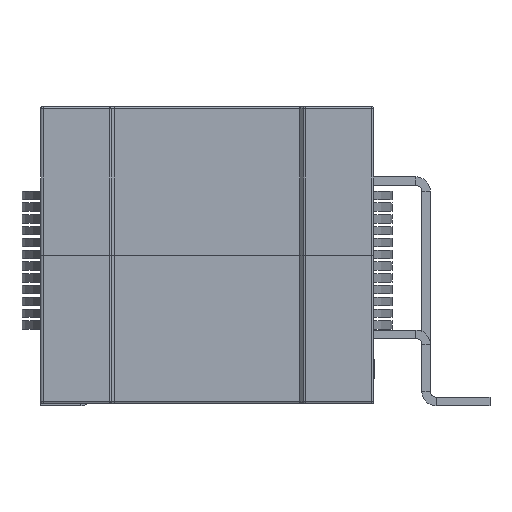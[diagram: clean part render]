
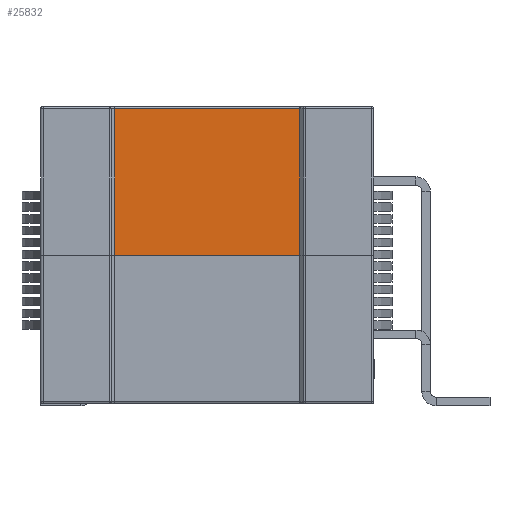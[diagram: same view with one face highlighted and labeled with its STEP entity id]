
A CAD part, left-side view. The second image highlights one B-rep face of the part: STEP entity #25832.
In plain terms, the highlighted planar face has unit normal (-1, 0, 0).
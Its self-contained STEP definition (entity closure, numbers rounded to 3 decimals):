
#1083 = EDGE_LOOP ( 'NONE', ( #8992, #11632, #11583, #8271 ) ) ;
#1314 = CARTESIAN_POINT ( 'NONE',  ( -13.7, 5.5, 17.63 ) ) ;
#1824 = EDGE_CURVE ( 'NONE', #13719, #19742, #13826, .T. ) ;
#2142 = LINE ( 'NONE', #7475, #18012 ) ;
#2348 = LINE ( 'NONE', #13335, #16627 ) ;
#3062 = VECTOR ( 'NONE', #4172, 1000. ) ;
#3353 = DIRECTION ( 'NONE',  ( 0., -1., 0. ) ) ;
#4172 = DIRECTION ( 'NONE',  ( 0., 0., 1. ) ) ;
#4812 = CARTESIAN_POINT ( 'NONE',  ( -13.7, -5.5, 17.63 ) ) ;
#6757 = EDGE_CURVE ( 'NONE', #21545, #13719, #2348, .T. ) ;
#7475 = CARTESIAN_POINT ( 'NONE',  ( -13.7, 5.5, 17.63 ) ) ;
#7611 = CARTESIAN_POINT ( 'NONE',  ( -13.7, 5.5, 8.941 ) ) ;
#7807 = DIRECTION ( 'NONE',  ( 0., 0., 1. ) ) ;
#8271 = ORIENTED_EDGE ( 'NONE', *, *, #23494, .T. ) ;
#8992 = ORIENTED_EDGE ( 'NONE', *, *, #17808, .F. ) ;
#9187 = CARTESIAN_POINT ( 'NONE',  ( -13.7, 5.5, 0.1 ) ) ;
#9363 = DIRECTION ( 'NONE',  ( 1., 0., 0. ) ) ;
#9639 = FACE_OUTER_BOUND ( 'NONE', #1083, .T. ) ;
#11583 = ORIENTED_EDGE ( 'NONE', *, *, #1824, .T. ) ;
#11632 = ORIENTED_EDGE ( 'NONE', *, *, #6757, .T. ) ;
#13335 = CARTESIAN_POINT ( 'NONE',  ( -13.7, 5.5, 8.941 ) ) ;
#13719 = VERTEX_POINT ( 'NONE', #18539 ) ;
#13826 = LINE ( 'NONE', #14427, #3062 ) ;
#14427 = CARTESIAN_POINT ( 'NONE',  ( -13.7, -5.5, 0.1 ) ) ;
#14538 = LINE ( 'NONE', #17996, #23424 ) ;
#16063 = VERTEX_POINT ( 'NONE', #1314 ) ;
#16627 = VECTOR ( 'NONE', #3353, 1000. ) ;
#17586 = DIRECTION ( 'NONE',  ( 0., 1., 0. ) ) ;
#17808 = EDGE_CURVE ( 'NONE', #21545, #16063, #14538, .T. ) ;
#17996 = CARTESIAN_POINT ( 'NONE',  ( -13.7, 5.5, 0.1 ) ) ;
#18012 = VECTOR ( 'NONE', #17586, 1000. ) ;
#18539 = CARTESIAN_POINT ( 'NONE',  ( -13.7, -5.5, 8.941 ) ) ;
#18965 = PLANE ( 'NONE',  #19295 ) ;
#19295 = AXIS2_PLACEMENT_3D ( 'NONE', #9187, #9363, #25637 ) ;
#19742 = VERTEX_POINT ( 'NONE', #4812 ) ;
#21545 = VERTEX_POINT ( 'NONE', #7611 ) ;
#23424 = VECTOR ( 'NONE', #7807, 1000. ) ;
#23494 = EDGE_CURVE ( 'NONE', #19742, #16063, #2142, .T. ) ;
#25637 = DIRECTION ( 'NONE',  ( 0., 0., -1. ) ) ;
#25832 = ADVANCED_FACE ( 'NONE', ( #9639 ), #18965, .F. ) ;
